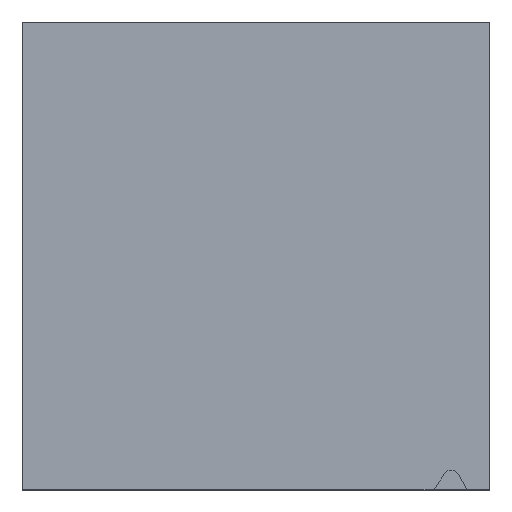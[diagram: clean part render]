
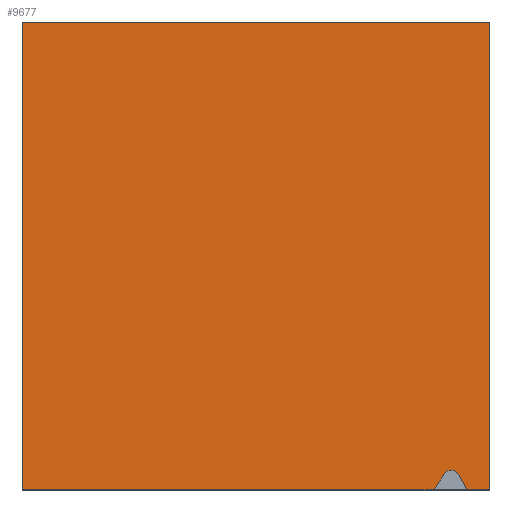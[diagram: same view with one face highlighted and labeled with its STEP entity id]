
A CAD part, top view. The second image highlights one B-rep face of the part: STEP entity #9677.
In plain terms, the highlighted planar face has unit normal (0, 0, 1).
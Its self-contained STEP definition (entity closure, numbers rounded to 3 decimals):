
#94=CIRCLE('',#10049,0.174);
#316=ORIENTED_EDGE('',*,*,#2500,.T.);
#317=ORIENTED_EDGE('',*,*,#2501,.T.);
#318=ORIENTED_EDGE('',*,*,#2499,.T.);
#319=ORIENTED_EDGE('',*,*,#2502,.T.);
#320=ORIENTED_EDGE('',*,*,#2503,.T.);
#321=ORIENTED_EDGE('',*,*,#2504,.T.);
#322=ORIENTED_EDGE('',*,*,#2475,.T.);
#323=ORIENTED_EDGE('',*,*,#2505,.T.);
#2475=EDGE_CURVE('',#3568,#3567,#4295,.T.);
#2499=EDGE_CURVE('',#3565,#3591,#4319,.T.);
#2500=EDGE_CURVE('',#3592,#3593,#94,.T.);
#2501=EDGE_CURVE('',#3593,#3565,#4320,.T.);
#2502=EDGE_CURVE('',#3591,#3594,#4321,.T.);
#2503=EDGE_CURVE('',#3594,#3595,#4322,.T.);
#2504=EDGE_CURVE('',#3595,#3568,#4323,.T.);
#2505=EDGE_CURVE('',#3567,#3592,#4324,.T.);
#3565=VERTEX_POINT('',#12631);
#3567=VERTEX_POINT('',#12635);
#3568=VERTEX_POINT('',#12637);
#3591=VERTEX_POINT('',#12683);
#3592=VERTEX_POINT('',#12687);
#3593=VERTEX_POINT('',#12688);
#3594=VERTEX_POINT('',#12691);
#3595=VERTEX_POINT('',#12693);
#4295=LINE('',#12636,#5193);
#4319=LINE('',#12684,#5217);
#4320=LINE('',#12689,#5218);
#4321=LINE('',#12690,#5219);
#4322=LINE('',#12692,#5220);
#4323=LINE('',#12694,#5221);
#4324=LINE('',#12695,#5222);
#5193=VECTOR('',#10614,1000.);
#5217=VECTOR('',#10638,1000.);
#5218=VECTOR('',#10643,1000.);
#5219=VECTOR('',#10644,1000.);
#5220=VECTOR('',#10645,1000.);
#5221=VECTOR('',#10646,1000.);
#5222=VECTOR('',#10647,1000.);
#6089=EDGE_LOOP('',(#316,#317,#318,#319,#320,#321,#322,#323));
#6455=FACE_BOUND('',#6089,.T.);
#6821=PLANE('',#10048);
#9677=ADVANCED_FACE('',(#6455),#6821,.T.);
#10048=AXIS2_PLACEMENT_3D('',#12685,#10639,#10640);
#10049=AXIS2_PLACEMENT_3D('',#12686,#10641,#10642);
#10614=DIRECTION('',(1.,0.,0.));
#10638=DIRECTION('',(1.,0.,0.));
#10639=DIRECTION('',(0.,0.,1.));
#10640=DIRECTION('',(1.,0.,0.));
#10641=DIRECTION('',(0.,0.,-1.));
#10642=DIRECTION('',(0.,-1.,0.));
#10643=DIRECTION('',(0.487,-0.874,0.));
#10644=DIRECTION('',(0.,1.,0.));
#10645=DIRECTION('',(-1.,0.,0.));
#10646=DIRECTION('',(0.,-1.,0.));
#10647=DIRECTION('',(0.556,0.831,0.));
#12631=CARTESIAN_POINT('',(4.514,-5.,5.));
#12635=CARTESIAN_POINT('',(3.807,-5.,5.));
#12636=CARTESIAN_POINT('',(-5.,-5.,5.));
#12637=CARTESIAN_POINT('',(-5.,-5.,5.));
#12683=CARTESIAN_POINT('',(5.,-5.,5.));
#12684=CARTESIAN_POINT('',(-5.,-5.,5.));
#12685=CARTESIAN_POINT('',(0.,0.,5.));
#12686=CARTESIAN_POINT('',(4.179,-4.756,5.));
#12687=CARTESIAN_POINT('',(4.035,-4.66,5.));
#12688=CARTESIAN_POINT('',(4.331,-4.672,5.));
#12689=CARTESIAN_POINT('',(4.514,-5.,5.));
#12690=CARTESIAN_POINT('',(5.,-5.,5.));
#12691=CARTESIAN_POINT('',(5.,5.,5.));
#12692=CARTESIAN_POINT('',(5.,5.,5.));
#12693=CARTESIAN_POINT('',(-5.,5.,5.));
#12694=CARTESIAN_POINT('',(-5.,5.,5.));
#12695=CARTESIAN_POINT('',(4.035,-4.66,5.));
